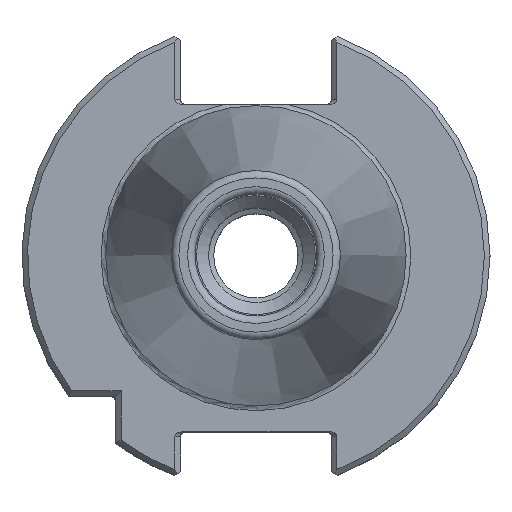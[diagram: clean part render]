
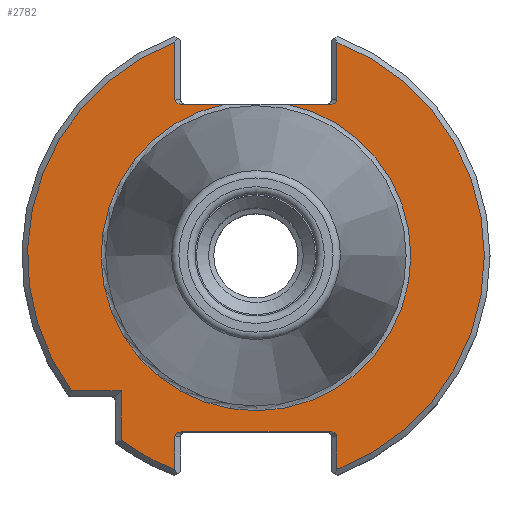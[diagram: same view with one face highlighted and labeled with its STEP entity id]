
A CAD part, top view. The second image highlights one B-rep face of the part: STEP entity #2782.
In plain terms, the highlighted planar face has unit normal (0, 0, 1).
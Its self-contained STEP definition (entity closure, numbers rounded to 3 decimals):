
#137=ELLIPSE('',#2943,0.707,0.5);
#138=ELLIPSE('',#2944,0.707,0.5);
#139=ELLIPSE('',#2946,0.707,0.5);
#140=ELLIPSE('',#2947,0.707,0.5);
#166=LINE('',#3897,#269);
#167=LINE('',#3901,#270);
#168=LINE('',#3905,#271);
#169=LINE('',#3909,#272);
#170=LINE('',#3913,#273);
#171=LINE('',#3914,#274);
#172=LINE('',#3918,#275);
#173=LINE('',#3922,#276);
#174=LINE('',#3924,#277);
#269=VECTOR('',#3237,1000.);
#270=VECTOR('',#3240,1000.);
#271=VECTOR('',#3243,1000.);
#272=VECTOR('',#3246,1000.);
#273=VECTOR('',#3249,1000.);
#274=VECTOR('',#3250,1000.);
#275=VECTOR('',#3253,1000.);
#276=VECTOR('',#3256,1000.);
#277=VECTOR('',#3257,1000.);
#360=PLANE('',#2941);
#473=ORIENTED_EDGE('',*,*,#1010,.T.);
#474=ORIENTED_EDGE('',*,*,#1011,.T.);
#475=ORIENTED_EDGE('',*,*,#1012,.T.);
#476=ORIENTED_EDGE('',*,*,#1013,.F.);
#477=ORIENTED_EDGE('',*,*,#1014,.T.);
#478=ORIENTED_EDGE('',*,*,#1015,.T.);
#479=ORIENTED_EDGE('',*,*,#1016,.T.);
#480=ORIENTED_EDGE('',*,*,#1017,.T.);
#481=ORIENTED_EDGE('',*,*,#1018,.T.);
#482=ORIENTED_EDGE('',*,*,#1019,.F.);
#483=ORIENTED_EDGE('',*,*,#1008,.F.);
#484=ORIENTED_EDGE('',*,*,#1020,.F.);
#485=ORIENTED_EDGE('',*,*,#1021,.T.);
#486=ORIENTED_EDGE('',*,*,#1022,.T.);
#487=ORIENTED_EDGE('',*,*,#1023,.T.);
#488=ORIENTED_EDGE('',*,*,#1024,.T.);
#489=ORIENTED_EDGE('',*,*,#1025,.T.);
#1008=EDGE_CURVE('',#1276,#1277,#1445,.T.);
#1010=EDGE_CURVE('',#1278,#1279,#1446,.T.);
#1011=EDGE_CURVE('',#1279,#1280,#166,.T.);
#1012=EDGE_CURVE('',#1280,#1281,#137,.F.);
#1013=EDGE_CURVE('',#1282,#1281,#167,.T.);
#1014=EDGE_CURVE('',#1282,#1283,#138,.F.);
#1015=EDGE_CURVE('',#1283,#1284,#168,.T.);
#1016=EDGE_CURVE('',#1284,#1285,#1447,.T.);
#1017=EDGE_CURVE('',#1285,#1286,#169,.T.);
#1018=EDGE_CURVE('',#1286,#1287,#139,.F.);
#1019=EDGE_CURVE('',#1277,#1287,#170,.T.);
#1020=EDGE_CURVE('',#1288,#1276,#171,.T.);
#1021=EDGE_CURVE('',#1288,#1289,#140,.F.);
#1022=EDGE_CURVE('',#1289,#1290,#172,.T.);
#1023=EDGE_CURVE('',#1290,#1291,#1448,.T.);
#1024=EDGE_CURVE('',#1291,#1292,#173,.T.);
#1025=EDGE_CURVE('',#1292,#1278,#174,.T.);
#1276=VERTEX_POINT('',#3886);
#1277=VERTEX_POINT('',#3887);
#1278=VERTEX_POINT('',#3895);
#1279=VERTEX_POINT('',#3896);
#1280=VERTEX_POINT('',#3898);
#1281=VERTEX_POINT('',#3900);
#1282=VERTEX_POINT('',#3902);
#1283=VERTEX_POINT('',#3904);
#1284=VERTEX_POINT('',#3906);
#1285=VERTEX_POINT('',#3908);
#1286=VERTEX_POINT('',#3910);
#1287=VERTEX_POINT('',#3912);
#1288=VERTEX_POINT('',#3915);
#1289=VERTEX_POINT('',#3917);
#1290=VERTEX_POINT('',#3919);
#1291=VERTEX_POINT('',#3921);
#1292=VERTEX_POINT('',#3923);
#1445=CIRCLE('',#2940,16.543);
#1446=CIRCLE('',#2942,24.4);
#1447=CIRCLE('',#2945,24.4);
#1448=CIRCLE('',#2948,24.4);
#1530=EDGE_LOOP('',(#473,#474,#475,#476,#477,#478,#479,#480,#481,#482,#483,
#484,#485,#486,#487,#488,#489));
#1701=FACE_BOUND('',#1530,.T.);
#2782=ADVANCED_FACE('',(#1701),#360,.T.);
#2940=AXIS2_PLACEMENT_3D('',#3885,#3231,#3232);
#2941=AXIS2_PLACEMENT_3D('',#3893,#3233,#3234);
#2942=AXIS2_PLACEMENT_3D('',#3894,#3235,#3236);
#2943=AXIS2_PLACEMENT_3D('',#3899,#3238,#3239);
#2944=AXIS2_PLACEMENT_3D('',#3903,#3241,#3242);
#2945=AXIS2_PLACEMENT_3D('',#3907,#3244,#3245);
#2946=AXIS2_PLACEMENT_3D('',#3911,#3247,#3248);
#2947=AXIS2_PLACEMENT_3D('',#3916,#3251,#3252);
#2948=AXIS2_PLACEMENT_3D('',#3920,#3254,#3255);
#3231=DIRECTION('',(0.,0.,1.));
#3232=DIRECTION('',(1.,0.,0.));
#3233=DIRECTION('',(0.,0.,1.));
#3234=DIRECTION('',(1.,0.,0.));
#3235=DIRECTION('',(0.,0.,1.));
#3236=DIRECTION('',(1.,0.,0.));
#3237=DIRECTION('',(0.,1.,0.));
#3238=DIRECTION('',(0.,0.,1.));
#3239=DIRECTION('',(1.,0.,0.));
#3240=DIRECTION('',(-1.,0.,0.));
#3241=DIRECTION('',(0.,0.,1.));
#3242=DIRECTION('',(1.,0.,0.));
#3243=DIRECTION('',(0.,-1.,0.));
#3244=DIRECTION('',(0.,0.,1.));
#3245=DIRECTION('',(1.,0.,0.));
#3246=DIRECTION('',(0.,-1.,0.));
#3247=DIRECTION('',(0.,0.,1.));
#3248=DIRECTION('',(-1.,0.,0.));
#3249=DIRECTION('',(1.,0.,0.));
#3250=DIRECTION('',(1.,0.,0.));
#3251=DIRECTION('',(0.,0.,1.));
#3252=DIRECTION('',(-1.,0.,0.));
#3253=DIRECTION('',(0.,1.,0.));
#3254=DIRECTION('',(0.,0.,1.));
#3255=DIRECTION('',(1.,0.,0.));
#3256=DIRECTION('',(1.,0.,0.));
#3257=DIRECTION('',(0.,-1.,0.));
#3885=CARTESIAN_POINT('',(0.,0.,-3.2));
#3886=CARTESIAN_POINT('',(-3.35,16.2,-3.2));
#3887=CARTESIAN_POINT('',(3.35,16.2,-3.2));
#3893=CARTESIAN_POINT('',(16.543,0.,-3.2));
#3894=CARTESIAN_POINT('',(0.,0.,-3.2));
#3895=CARTESIAN_POINT('',(-14.4,-19.698,-3.2));
#3896=CARTESIAN_POINT('',(-8.65,-22.815,-3.2));
#3897=CARTESIAN_POINT('',(-8.65,-18.8,-3.2));
#3898=CARTESIAN_POINT('',(-8.65,-19.3,-3.2));
#3899=CARTESIAN_POINT('',(-7.943,-19.3,-3.2));
#3900=CARTESIAN_POINT('',(-7.943,-18.8,-3.2));
#3901=CARTESIAN_POINT('',(8.05,-18.8,-3.2));
#3902=CARTESIAN_POINT('',(7.943,-18.8,-3.2));
#3903=CARTESIAN_POINT('',(7.943,-19.3,-3.2));
#3904=CARTESIAN_POINT('',(8.65,-19.3,-3.2));
#3905=CARTESIAN_POINT('',(8.65,-23.827,-3.2));
#3906=CARTESIAN_POINT('',(8.65,-22.815,-3.2));
#3907=CARTESIAN_POINT('',(0.,0.,-3.2));
#3908=CARTESIAN_POINT('',(8.65,22.815,-3.2));
#3909=CARTESIAN_POINT('',(8.65,16.2,-3.2));
#3910=CARTESIAN_POINT('',(8.65,16.7,-3.2));
#3911=CARTESIAN_POINT('',(7.943,16.7,-3.2));
#3912=CARTESIAN_POINT('',(7.943,16.2,-3.2));
#3913=CARTESIAN_POINT('',(-8.05,16.2,-3.2));
#3914=CARTESIAN_POINT('',(-8.05,16.2,-3.2));
#3915=CARTESIAN_POINT('',(-7.943,16.2,-3.2));
#3916=CARTESIAN_POINT('',(-7.943,16.7,-3.2));
#3917=CARTESIAN_POINT('',(-8.65,16.7,-3.2));
#3918=CARTESIAN_POINT('',(-8.65,23.827,-3.2));
#3919=CARTESIAN_POINT('',(-8.65,22.815,-3.2));
#3920=CARTESIAN_POINT('',(0.,0.,-3.2));
#3921=CARTESIAN_POINT('',(-19.698,-14.4,-3.2));
#3922=CARTESIAN_POINT('',(-15.,-14.4,-3.2));
#3923=CARTESIAN_POINT('',(-14.4,-14.4,-3.2));
#3924=CARTESIAN_POINT('',(-14.4,-20.187,-3.2));
